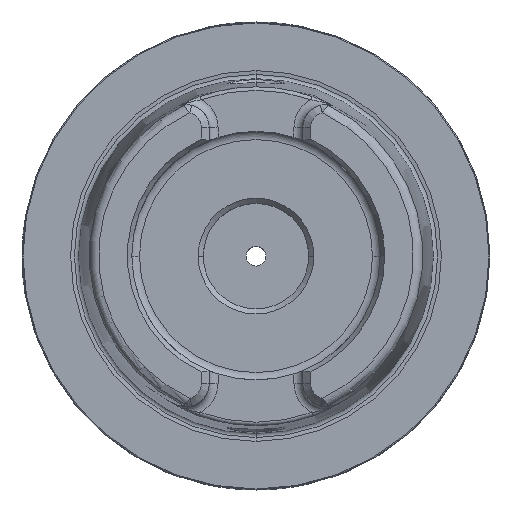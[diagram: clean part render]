
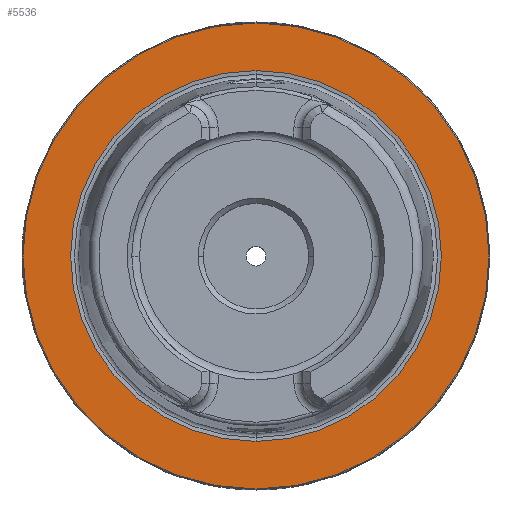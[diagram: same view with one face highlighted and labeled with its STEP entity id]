
A CAD part, top view. The second image highlights one B-rep face of the part: STEP entity #5536.
In plain terms, the highlighted planar face has unit normal (0, 0, 1).
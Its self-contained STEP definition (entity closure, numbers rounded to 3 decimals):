
#342 = EDGE_CURVE ( 'NONE', #7743, #11139, #5236, .T. ) ;
#1166 = DIRECTION ( 'NONE',  ( 0., 0., 1. ) ) ;
#1331 = VERTEX_POINT ( 'NONE', #2011 ) ;
#1572 = PLANE ( 'NONE',  #9433 ) ;
#1716 = CARTESIAN_POINT ( 'NONE',  ( 0., 49.965, 0. ) ) ;
#2008 = FACE_OUTER_BOUND ( 'NONE', #10666, .T. ) ;
#2011 = CARTESIAN_POINT ( 'NONE',  ( 0., 39.59, 0. ) ) ;
#2249 = CARTESIAN_POINT ( 'NONE',  ( 0., 0., 0. ) ) ;
#2511 = DIRECTION ( 'NONE',  ( 0., 0., -1. ) ) ;
#2659 = AXIS2_PLACEMENT_3D ( 'NONE', #3465, #2511, #9104 ) ;
#3271 = CARTESIAN_POINT ( 'NONE',  ( 0., -49.765, 0. ) ) ;
#3297 = CARTESIAN_POINT ( 'NONE',  ( 0., 0., 0. ) ) ;
#3465 = CARTESIAN_POINT ( 'NONE',  ( 0., 0., 0. ) ) ;
#3890 = ORIENTED_EDGE ( 'NONE', *, *, #6379, .T. ) ;
#4098 = DIRECTION ( 'NONE',  ( 0., -1., 0. ) ) ;
#4137 = AXIS2_PLACEMENT_3D ( 'NONE', #3297, #9852, #4258 ) ;
#4258 = DIRECTION ( 'NONE',  ( 0., 1., 0. ) ) ;
#4327 = CARTESIAN_POINT ( 'NONE',  ( 0., -39.59, 0. ) ) ;
#4674 = ORIENTED_EDGE ( 'NONE', *, *, #342, .T. ) ;
#5065 = EDGE_CURVE ( 'NONE', #11139, #7743, #6836, .T. ) ;
#5236 = CIRCLE ( 'NONE', #7126, 49.765 ) ;
#5536 = ADVANCED_FACE ( 'NONE', ( #2008, #9500 ), #1572, .T. ) ;
#6379 = EDGE_CURVE ( 'NONE', #1331, #7132, #8906, .T. ) ;
#6836 = CIRCLE ( 'NONE', #11023, 49.765 ) ;
#7126 = AXIS2_PLACEMENT_3D ( 'NONE', #2249, #1166, #8644 ) ;
#7132 = VERTEX_POINT ( 'NONE', #4327 ) ;
#7743 = VERTEX_POINT ( 'NONE', #9137 ) ;
#8496 = DIRECTION ( 'NONE',  ( 0., 0., 1. ) ) ;
#8644 = DIRECTION ( 'NONE',  ( 0., -1., 0. ) ) ;
#8827 = DIRECTION ( 'NONE',  ( 0., 0., 1. ) ) ;
#8906 = CIRCLE ( 'NONE', #2659, 39.59 ) ;
#9077 = DIRECTION ( 'NONE',  ( 0., -1., 0. ) ) ;
#9104 = DIRECTION ( 'NONE',  ( 0., 1., 0. ) ) ;
#9137 = CARTESIAN_POINT ( 'NONE',  ( 0., 49.765, 0. ) ) ;
#9391 = EDGE_CURVE ( 'NONE', #7132, #1331, #10504, .T. ) ;
#9433 = AXIS2_PLACEMENT_3D ( 'NONE', #1716, #8496, #4098 ) ;
#9500 = FACE_BOUND ( 'NONE', #11106, .T. ) ;
#9852 = DIRECTION ( 'NONE',  ( 0., 0., -1. ) ) ;
#10504 = CIRCLE ( 'NONE', #4137, 39.59 ) ;
#10666 = EDGE_LOOP ( 'NONE', ( #11185, #4674 ) ) ;
#10791 = ORIENTED_EDGE ( 'NONE', *, *, #9391, .T. ) ;
#10876 = CARTESIAN_POINT ( 'NONE',  ( 0., 0., 0. ) ) ;
#11023 = AXIS2_PLACEMENT_3D ( 'NONE', #10876, #8827, #9077 ) ;
#11106 = EDGE_LOOP ( 'NONE', ( #10791, #3890 ) ) ;
#11139 = VERTEX_POINT ( 'NONE', #3271 ) ;
#11185 = ORIENTED_EDGE ( 'NONE', *, *, #5065, .T. ) ;
